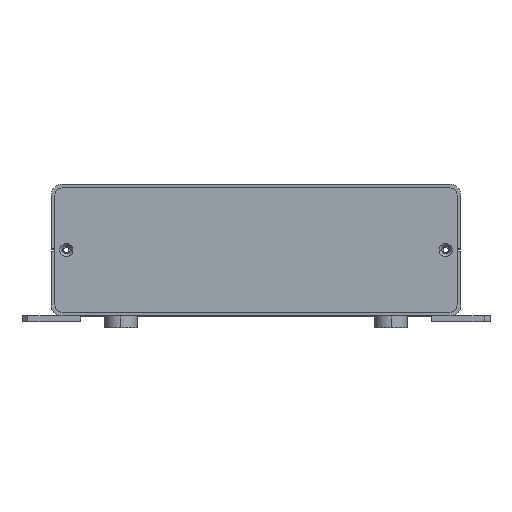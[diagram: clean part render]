
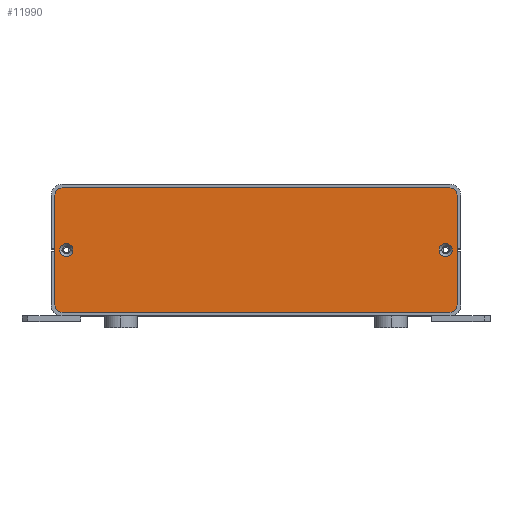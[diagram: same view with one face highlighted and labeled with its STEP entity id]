
A CAD part, top view. The second image highlights one B-rep face of the part: STEP entity #11990.
In plain terms, the highlighted planar face has unit normal (0, 0, 1).
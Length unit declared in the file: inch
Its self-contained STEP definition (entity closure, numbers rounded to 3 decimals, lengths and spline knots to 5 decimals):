
#37 = DIRECTION ( 'NONE',  ( -1., 0., 0. ) ) ;
#119 = EDGE_CURVE ( 'NONE', #8194, #8058, #6691, .T. ) ;
#159 = DIRECTION ( 'NONE',  ( 0., 0., -1. ) ) ;
#217 = PLANE ( 'NONE',  #5485 ) ;
#300 = VECTOR ( 'NONE', #4254, 39.37008 ) ;
#615 = ORIENTED_EDGE ( 'NONE', *, *, #3168, .T. ) ;
#920 = CARTESIAN_POINT ( 'NONE',  ( 6.749, 1.999, 0.025 ) ) ;
#930 = AXIS2_PLACEMENT_3D ( 'NONE', #2705, #6501, #10302 ) ;
#1238 = ORIENTED_EDGE ( 'NONE', *, *, #5408, .F. ) ;
#1274 = CARTESIAN_POINT ( 'NONE',  ( 0.195, 1.062, 0.025 ) ) ;
#1394 = VERTEX_POINT ( 'NONE', #4419 ) ;
#1463 = CARTESIAN_POINT ( 'NONE',  ( 0.125, 1.999, 0.025 ) ) ;
#1697 = CIRCLE ( 'NONE', #8062, 0.1125 ) ;
#1814 = LINE ( 'NONE', #7614, #2270 ) ;
#1829 = DIRECTION ( 'NONE',  ( -1., 0., 0. ) ) ;
#2007 = CIRCLE ( 'NONE', #9960, 0.125 ) ;
#2042 = DIRECTION ( 'NONE',  ( 1., 0., 0. ) ) ;
#2051 = DIRECTION ( 'NONE',  ( 0., 0., 1. ) ) ;
#2270 = VECTOR ( 'NONE', #2763, 39.37008 ) ;
#2468 = VERTEX_POINT ( 'NONE', #12208 ) ;
#2520 = CIRCLE ( 'NONE', #9478, 0.125 ) ;
#2705 = CARTESIAN_POINT ( 'NONE',  ( 0.195, 1.062, 0.025 ) ) ;
#2763 = DIRECTION ( 'NONE',  ( -1., 0., 0. ) ) ;
#2913 = ORIENTED_EDGE ( 'NONE', *, *, #7420, .F. ) ;
#2917 = FACE_BOUND ( 'NONE', #5129, .T. ) ;
#2966 = VERTEX_POINT ( 'NONE', #11609 ) ;
#3149 = DIRECTION ( 'NONE',  ( -1., 0., 0. ) ) ;
#3164 = ORIENTED_EDGE ( 'NONE', *, *, #4938, .T. ) ;
#3168 = EDGE_CURVE ( 'NONE', #7758, #4078, #1814, .T. ) ;
#3245 = CIRCLE ( 'NONE', #11584, 0.1125 ) ;
#3532 = CIRCLE ( 'NONE', #10667, 0.125 ) ;
#3590 = CARTESIAN_POINT ( 'NONE',  ( 0., 0.125, 0.025 ) ) ;
#3631 = VERTEX_POINT ( 'NONE', #10141 ) ;
#3890 = CARTESIAN_POINT ( 'NONE',  ( 0., 1.999, 0.025 ) ) ;
#3967 = FACE_OUTER_BOUND ( 'NONE', #10563, .T. ) ;
#4033 = ORIENTED_EDGE ( 'NONE', *, *, #12137, .F. ) ;
#4041 = ORIENTED_EDGE ( 'NONE', *, *, #10041, .T. ) ;
#4078 = VERTEX_POINT ( 'NONE', #7157 ) ;
#4091 = EDGE_CURVE ( 'NONE', #9638, #2966, #6362, .T. ) ;
#4095 = DIRECTION ( 'NONE',  ( 0., 0., 1. ) ) ;
#4254 = DIRECTION ( 'NONE',  ( 1., 0., 0. ) ) ;
#4287 = CARTESIAN_POINT ( 'NONE',  ( 6.749, 2.124, 0.025 ) ) ;
#4288 = ORIENTED_EDGE ( 'NONE', *, *, #11888, .T. ) ;
#4317 = VERTEX_POINT ( 'NONE', #10701 ) ;
#4419 = CARTESIAN_POINT ( 'NONE',  ( 6.874, 0.125, 0.025 ) ) ;
#4666 = EDGE_LOOP ( 'NONE', ( #1238, #4033 ) ) ;
#4811 = LINE ( 'NONE', #6853, #6019 ) ;
#4825 = EDGE_CURVE ( 'NONE', #4078, #8194, #2520, .T. ) ;
#4938 = EDGE_CURVE ( 'NONE', #8058, #9638, #3532, .T. ) ;
#5129 = EDGE_LOOP ( 'NONE', ( #9026, #2913 ) ) ;
#5136 = CARTESIAN_POINT ( 'NONE',  ( 0.125, 0., 0.025 ) ) ;
#5216 = DIRECTION ( 'NONE',  ( 1., 0., 0. ) ) ;
#5408 = EDGE_CURVE ( 'NONE', #8866, #4317, #11083, .T. ) ;
#5485 = AXIS2_PLACEMENT_3D ( 'NONE', #5841, #159, #37 ) ;
#5536 = DIRECTION ( 'NONE',  ( 0., 0., 1. ) ) ;
#5841 = CARTESIAN_POINT ( 'NONE',  ( 6.749, 1.999, 0.025 ) ) ;
#6019 = VECTOR ( 'NONE', #11467, 39.37008 ) ;
#6100 = DIRECTION ( 'NONE',  ( 0., 0., 1. ) ) ;
#6362 = LINE ( 'NONE', #7227, #300 ) ;
#6420 = ORIENTED_EDGE ( 'NONE', *, *, #119, .T. ) ;
#6501 = DIRECTION ( 'NONE',  ( 0., 0., 1. ) ) ;
#6655 = CIRCLE ( 'NONE', #10832, 0.125 ) ;
#6691 = LINE ( 'NONE', #3590, #6991 ) ;
#6726 = DIRECTION ( 'NONE',  ( 1., 0., 0. ) ) ;
#6774 = CARTESIAN_POINT ( 'NONE',  ( 6.679, 1.062, 0.025 ) ) ;
#6853 = CARTESIAN_POINT ( 'NONE',  ( 6.874, 0.125, 0.025 ) ) ;
#6991 = VECTOR ( 'NONE', #8498, 39.37008 ) ;
#7157 = CARTESIAN_POINT ( 'NONE',  ( 0.125, 2.124, 0.025 ) ) ;
#7227 = CARTESIAN_POINT ( 'NONE',  ( 0.125, 0., 0.025 ) ) ;
#7420 = EDGE_CURVE ( 'NONE', #3631, #9099, #7755, .T. ) ;
#7570 = FACE_BOUND ( 'NONE', #4666, .T. ) ;
#7614 = CARTESIAN_POINT ( 'NONE',  ( 0.125, 2.124, 0.025 ) ) ;
#7755 = CIRCLE ( 'NONE', #11147, 0.1125 ) ;
#7758 = VERTEX_POINT ( 'NONE', #4287 ) ;
#7886 = DIRECTION ( 'NONE',  ( 0., 0., 1. ) ) ;
#7999 = ORIENTED_EDGE ( 'NONE', *, *, #4091, .T. ) ;
#8058 = VERTEX_POINT ( 'NONE', #9188 ) ;
#8062 = AXIS2_PLACEMENT_3D ( 'NONE', #1274, #7886, #5216 ) ;
#8194 = VERTEX_POINT ( 'NONE', #3890 ) ;
#8378 = DIRECTION ( 'NONE',  ( 0., 0., 1. ) ) ;
#8385 = CARTESIAN_POINT ( 'NONE',  ( 6.749, 0.125, 0.025 ) ) ;
#8444 = DIRECTION ( 'NONE',  ( 1., 0., 0. ) ) ;
#8498 = DIRECTION ( 'NONE',  ( 0., -1., 0. ) ) ;
#8866 = VERTEX_POINT ( 'NONE', #9908 ) ;
#9026 = ORIENTED_EDGE ( 'NONE', *, *, #10590, .F. ) ;
#9099 = VERTEX_POINT ( 'NONE', #9819 ) ;
#9123 = EDGE_CURVE ( 'NONE', #2468, #7758, #2007, .T. ) ;
#9188 = CARTESIAN_POINT ( 'NONE',  ( 0., 0.125, 0.025 ) ) ;
#9376 = CARTESIAN_POINT ( 'NONE',  ( 0.125, 0.125, 0.025 ) ) ;
#9478 = AXIS2_PLACEMENT_3D ( 'NONE', #1463, #6100, #9891 ) ;
#9638 = VERTEX_POINT ( 'NONE', #5136 ) ;
#9819 = CARTESIAN_POINT ( 'NONE',  ( 6.5665, 1.062, 0.025 ) ) ;
#9841 = ORIENTED_EDGE ( 'NONE', *, *, #4825, .T. ) ;
#9891 = DIRECTION ( 'NONE',  ( -1., 0., 0. ) ) ;
#9908 = CARTESIAN_POINT ( 'NONE',  ( 0.0825, 1.062, 0.025 ) ) ;
#9960 = AXIS2_PLACEMENT_3D ( 'NONE', #920, #4095, #3149 ) ;
#10041 = EDGE_CURVE ( 'NONE', #1394, #2468, #4811, .T. ) ;
#10141 = CARTESIAN_POINT ( 'NONE',  ( 6.7915, 1.062, 0.025 ) ) ;
#10302 = DIRECTION ( 'NONE',  ( 1., 0., 0. ) ) ;
#10563 = EDGE_LOOP ( 'NONE', ( #11715, #615, #9841, #6420, #3164, #7999, #4288, #4041 ) ) ;
#10577 = DIRECTION ( 'NONE',  ( 0., 0., 1. ) ) ;
#10586 = CARTESIAN_POINT ( 'NONE',  ( 6.679, 1.062, 0.025 ) ) ;
#10590 = EDGE_CURVE ( 'NONE', #9099, #3631, #3245, .T. ) ;
#10667 = AXIS2_PLACEMENT_3D ( 'NONE', #9376, #8378, #1829 ) ;
#10701 = CARTESIAN_POINT ( 'NONE',  ( 0.3075, 1.062, 0.025 ) ) ;
#10832 = AXIS2_PLACEMENT_3D ( 'NONE', #8385, #5536, #8444 ) ;
#11083 = CIRCLE ( 'NONE', #930, 0.1125 ) ;
#11147 = AXIS2_PLACEMENT_3D ( 'NONE', #10586, #2051, #6726 ) ;
#11467 = DIRECTION ( 'NONE',  ( 0., 1., 0. ) ) ;
#11584 = AXIS2_PLACEMENT_3D ( 'NONE', #6774, #10577, #2042 ) ;
#11609 = CARTESIAN_POINT ( 'NONE',  ( 6.749, 0., 0.025 ) ) ;
#11715 = ORIENTED_EDGE ( 'NONE', *, *, #9123, .T. ) ;
#11888 = EDGE_CURVE ( 'NONE', #2966, #1394, #6655, .T. ) ;
#11990 = ADVANCED_FACE ( 'NONE', ( #3967, #7570, #2917 ), #217, .F. ) ;
#12137 = EDGE_CURVE ( 'NONE', #4317, #8866, #1697, .T. ) ;
#12208 = CARTESIAN_POINT ( 'NONE',  ( 6.874, 1.999, 0.025 ) ) ;
